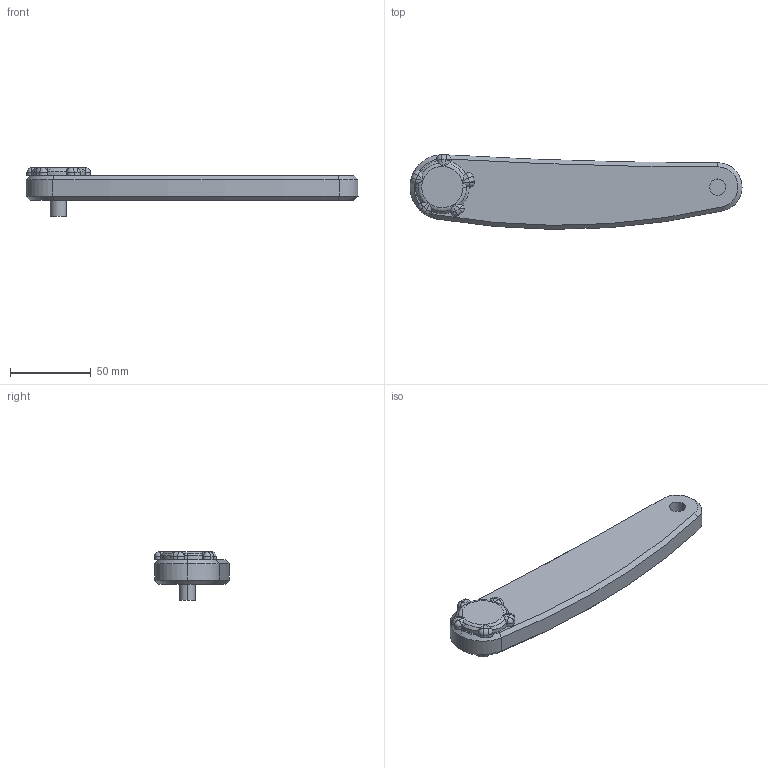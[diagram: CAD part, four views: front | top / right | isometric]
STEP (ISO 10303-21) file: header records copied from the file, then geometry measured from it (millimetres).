
FILE_DESCRIPTION (( 'STEP AP203' ), '1' );
FILE_NAME ('Part_1_Arm_1_Default_sldprt.STEP', '2023-12-04T12:19:22', ( '' ), ( '' ), 'SwSTEP 2.0', 'SolidWorks 2021', '' );
FILE_SCHEMA (( 'CONFIG_CONTROL_DESIGN' ));
Length unit declared in the file: millimetre
Products named in the file (1): Part_1_Arm_1_Default_sldprt
Bounding box: 205 x 46.15 x 30 mm (x, y, z)
Volume: 118406.4 mm3; surface area: 22194 mm2
Topology: 1 solids, 1 shells, 103 faces, 256 edges, 151 vertices
Faces by surface type: cylinder 43, plane 25, cone 16, sphere 13, torus 6
Entity records: 3186 total; most frequent: CARTESIAN_POINT 705, DIRECTION 539, ORIENTED_EDGE 490, EDGE_CURVE 245, AXIS2_PLACEMENT_3D 220, VERTEX_POINT 146, CIRCLE 116, EDGE_LOOP 105
